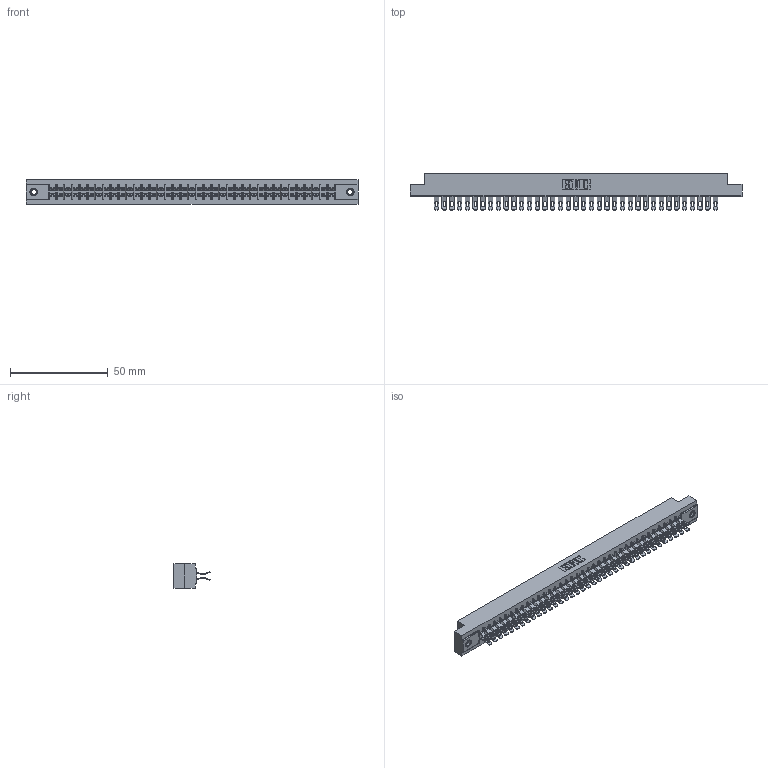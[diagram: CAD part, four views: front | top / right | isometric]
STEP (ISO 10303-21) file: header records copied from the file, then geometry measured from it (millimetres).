
FILE_DESCRIPTION (( 'STEP AP203' ), '1' );
FILE_NAME ('355-074-555-507.STEP', '2019-09-13T12:52:14', ( '' ), ( '' ), 'SwSTEP 2.0', 'SolidWorks 2016', '' );
FILE_SCHEMA (( 'CONFIG_CONTROL_DESIGN' ));
Length unit declared in the file: inch
Products named in the file (4): 305 Part_.156 Dia; 345-250-001_345-250-005-103; 305-290-001_555; 355-074-555-507
Assembly tree (77 placements, depth 2):
  355-074-555-507
    305 Part_.156 Dia
    305-290-001_555  x74
    345-250-001_345-250-005-103  x2
Bounding box: 169.62 x 18.41 x 12.7 mm (x, y, z)
Volume: 17358.9 mm3; surface area: 24216.8 mm2
Topology: 77 solids, 77 shells, 5060 faces, 15067 edges, 9838 vertices
Faces by surface type: plane 2468, cylinder 2428, sphere 148, cone 12, torus 4
Entity records: 42479 total; most frequent: CARTESIAN_POINT 7030, ORIENTED_EDGE 6962, DIRECTION 6809, EDGE_CURVE 3481, LINE 2787, VECTOR 2787, VERTEX_POINT 2216, AXIS2_PLACEMENT_3D 2011
